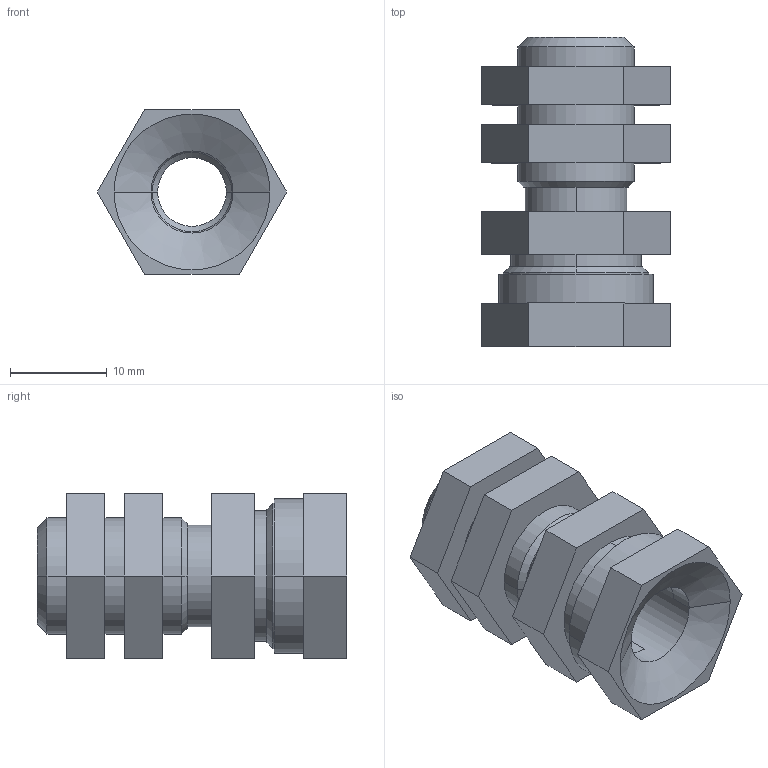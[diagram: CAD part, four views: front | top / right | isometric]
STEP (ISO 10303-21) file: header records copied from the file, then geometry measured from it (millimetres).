
FILE_DESCRIPTION((''),'2;1');
FILE_NAME('DM_CAD-2032','2014-10-13T',('Creinig-se'),(''),'PRO/ENGINEER BY PARAMETRIC TECHNOLOGY CORPORATION, 2013050','PRO/ENGINEER BY PARAMETRIC TECHNOLOGY CORPORATION, 2013050','');
FILE_SCHEMA(('CONFIG_CONTROL_DESIGN'));
Length unit declared in the file: millimetre
Products named in the file (1): DM_CAD-2032
Bounding box: 19.57 x 32 x 17 mm (x, y, z)
Volume: 4312.6 mm3; surface area: 3574.1 mm2
Topology: 1 solids, 1 shells, 67 faces, 154 edges, 100 vertices
Faces by surface type: plane 37, cylinder 18, cone 12
Entity records: 2440 total; most frequent: DIRECTION 338, CARTESIAN_POINT 321, ORIENTED_EDGE 308, PRESENTATION_STYLE_ASSIGNMENT 155, STYLED_ITEM 155, CURVE_STYLE 154, EDGE_CURVE 154, AXIS2_PLACEMENT_3D 117
